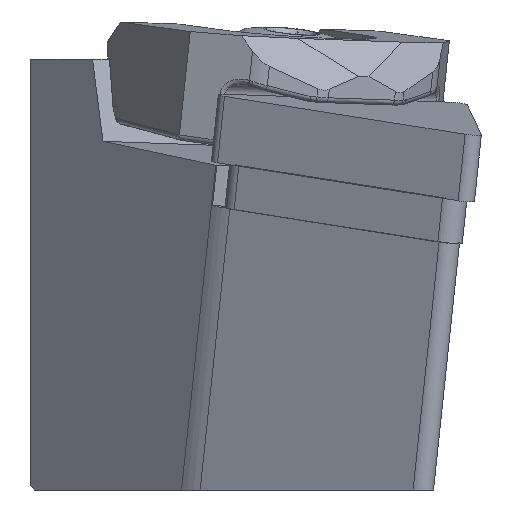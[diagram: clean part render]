
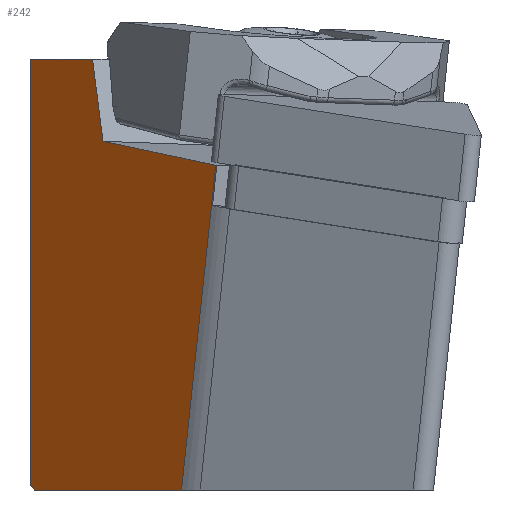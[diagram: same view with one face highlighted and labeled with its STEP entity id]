
A CAD part, left-side view. The second image highlights one B-rep face of the part: STEP entity #242.
In plain terms, the highlighted planar face has unit normal (-0.703, 0.711, 0).
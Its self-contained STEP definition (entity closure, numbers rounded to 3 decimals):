
#242=ADVANCED_FACE('',(#487),#401,.F.);
#401=PLANE('',#2911);
#487=FACE_OUTER_BOUND('',#643,.T.);
#643=EDGE_LOOP('',(#1373,#1374,#1375,#1376,#1377,#1378,#1379));
#814=LINE('',#3995,#1060);
#836=LINE('',#4049,#1082);
#845=LINE('',#4067,#1091);
#846=LINE('',#4069,#1092);
#847=LINE('',#4071,#1093);
#848=LINE('',#4073,#1094);
#849=LINE('',#4075,#1095);
#1060=VECTOR('',#3203,1.);
#1082=VECTOR('',#3241,1.);
#1091=VECTOR('',#3254,1.);
#1092=VECTOR('',#3255,1.);
#1093=VECTOR('',#3256,1.);
#1094=VECTOR('',#3257,1.);
#1095=VECTOR('',#3258,1.);
#1373=ORIENTED_EDGE('',*,*,#2448,.F.);
#1374=ORIENTED_EDGE('',*,*,#2411,.F.);
#1375=ORIENTED_EDGE('',*,*,#2439,.F.);
#1376=ORIENTED_EDGE('',*,*,#2449,.F.);
#1377=ORIENTED_EDGE('',*,*,#2450,.F.);
#1378=ORIENTED_EDGE('',*,*,#2451,.F.);
#1379=ORIENTED_EDGE('',*,*,#2452,.T.);
#2143=VERTEX_POINT('',#3994);
#2144=VERTEX_POINT('',#3996);
#2167=VERTEX_POINT('',#4048);
#2175=VERTEX_POINT('',#4068);
#2176=VERTEX_POINT('',#4070);
#2177=VERTEX_POINT('',#4072);
#2178=VERTEX_POINT('',#4074);
#2411=EDGE_CURVE('',#2143,#2144,#814,.T.);
#2439=EDGE_CURVE('',#2167,#2143,#836,.T.);
#2448=EDGE_CURVE('',#2144,#2175,#845,.T.);
#2449=EDGE_CURVE('',#2176,#2167,#846,.T.);
#2450=EDGE_CURVE('',#2177,#2176,#847,.T.);
#2451=EDGE_CURVE('',#2178,#2177,#848,.T.);
#2452=EDGE_CURVE('',#2178,#2175,#849,.T.);
#2911=AXIS2_PLACEMENT_3D('',#4076,#3259,#3260);
#3203=DIRECTION('',(-0.128,-0.126,-0.984));
#3241=DIRECTION('',(-0.711,-0.703,0.));
#3254=DIRECTION('',(-0.703,-0.696,-0.147));
#3255=DIRECTION('',(0.001,0.,1.));
#3256=DIRECTION('',(0.582,0.575,0.575));
#3257=DIRECTION('',(0.711,0.703,0.));
#3258=DIRECTION('',(-0.105,-0.104,0.989));
#3259=DIRECTION('',(0.703,-0.711,0.));
#3260=DIRECTION('',(0.711,0.703,0.));
#3994=CARTESIAN_POINT('',(19.524,-4.386,5.5));
#3995=CARTESIAN_POINT('',(14.659,-9.177,-31.825));
#3996=CARTESIAN_POINT('',(18.767,-5.132,-0.309));
#4048=CARTESIAN_POINT('',(23.959,0.,5.5));
#4049=CARTESIAN_POINT('',(13.843,-10.006,5.5));
#4067=CARTESIAN_POINT('',(10.703,-13.108,-1.999));
#4068=CARTESIAN_POINT('',(10.703,-13.108,-1.999));
#4069=CARTESIAN_POINT('',(23.937,0.,-31.618));
#4070=CARTESIAN_POINT('',(23.941,0.,-24.7));
#4071=CARTESIAN_POINT('',(14.863,-8.975,-33.675));
#4072=CARTESIAN_POINT('',(23.638,-0.3,-25.));
#4073=CARTESIAN_POINT('',(13.834,-9.997,-25.));
#4074=CARTESIAN_POINT('',(13.133,-10.69,-25.));
#4075=CARTESIAN_POINT('',(13.832,-9.995,-31.612));
#4076=CARTESIAN_POINT('',(13.832,-9.995,-31.612));
